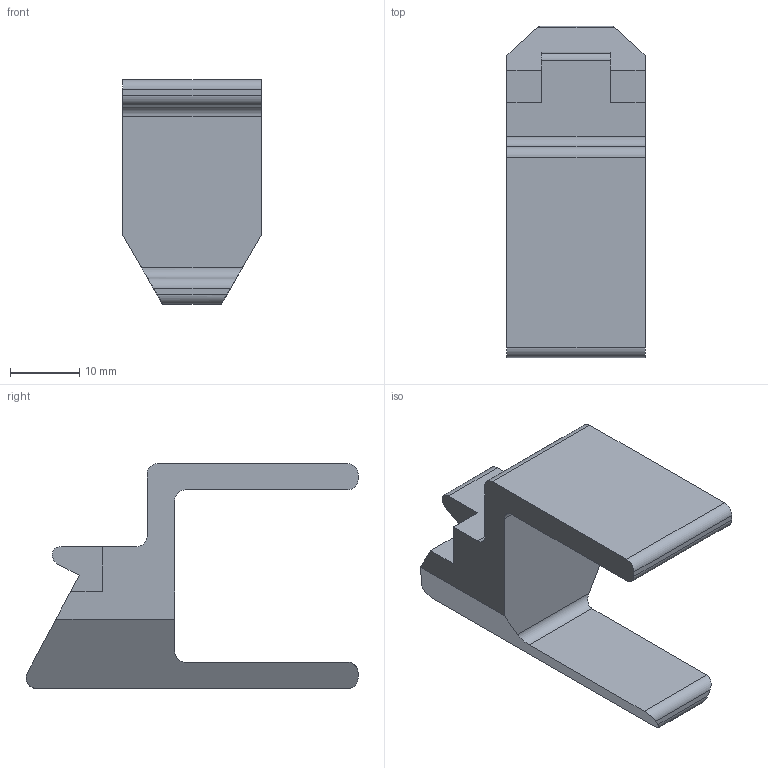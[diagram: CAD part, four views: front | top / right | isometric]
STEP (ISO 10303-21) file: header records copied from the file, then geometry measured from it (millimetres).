
FILE_DESCRIPTION(/* description */ (''),/* implementation_level */ '2;1');
FILE_NAME(/* name */ 'camera rest.stp',/* time_stamp */ '2025-06-26T12:19:42+10:00',/* author */ (''),/* organization */ (''),/* preprocessor_version */ 'ST-DEVELOPER v18.1',/* originating_system */ 'SIEMENS PLM Software NX 2000',/* authorisation */ '');
FILE_SCHEMA (('AUTOMOTIVE_DESIGN { 1 0 10303 214 3 1 1 1 }'));
Length unit declared in the file: millimetre
Products named in the file (1): jaco477C9BFEfy5h
Bounding box: 20 x 48 x 32.5 mm (x, y, z)
Volume: 9789.9 mm3; surface area: 4591 mm2
Topology: 1 solids, 1 shells, 32 faces, 90 edges, 60 vertices
Faces by surface type: plane 21, cylinder 11
Entity records: 1068 total; most frequent: CARTESIAN_POINT 183, ORIENTED_EDGE 180, DIRECTION 178, EDGE_CURVE 90, LINE 68, VECTOR 68, VERTEX_POINT 60, AXIS2_PLACEMENT_3D 55
